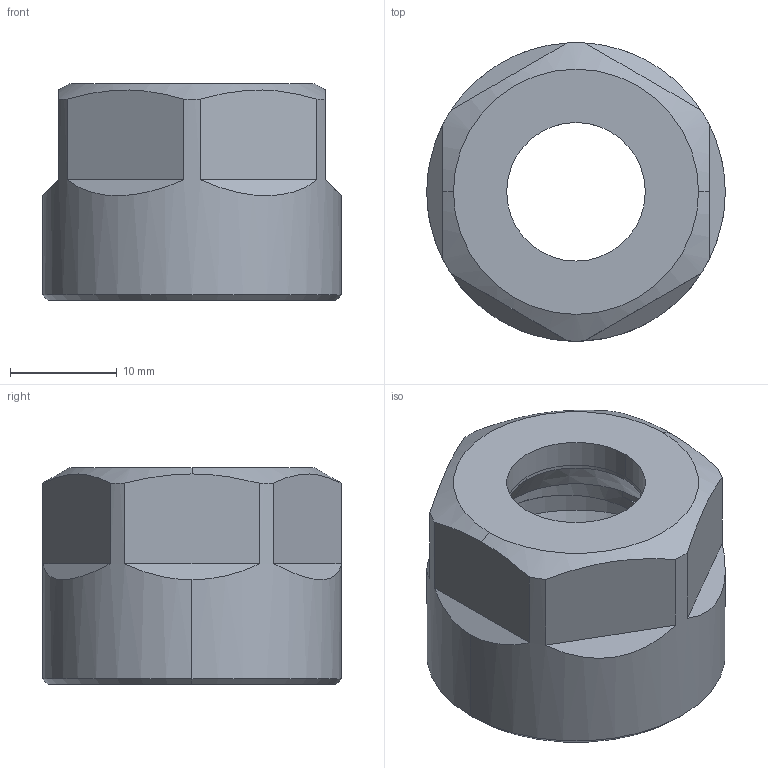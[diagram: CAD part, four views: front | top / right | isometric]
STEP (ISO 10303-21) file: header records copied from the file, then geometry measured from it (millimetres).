
FILE_DESCRIPTION (( 'STEP AP203' ), '1' );
FILE_NAME ('SM99GD16.STEP', '2021-01-28T07:42:32', ( '' ), ( '' ), 'SwSTEP 2.0', 'SolidWorks 2020', '' );
FILE_SCHEMA (( 'CONFIG_CONTROL_DESIGN' ));
Length unit declared in the file: millimetre
Products named in the file (3): ME99GD16; GR99G16; SM99GD16
Assembly tree (2 placements, depth 2):
  SM99GD16
    ME99GD16
    GR99G16
Bounding box: 28 x 28 x 20.3 mm (x, y, z)
Volume: 5846 mm3; surface area: 4974.4 mm2
Topology: 2 solids, 2 shells, 65 faces, 151 edges, 94 vertices
Faces by surface type: cylinder 22, plane 21, cone 16, torus 6
Entity records: 2240 total; most frequent: CARTESIAN_POINT 419, DIRECTION 353, ORIENTED_EDGE 302, EDGE_CURVE 151, AXIS2_PLACEMENT_3D 148, VERTEX_POINT 94, CIRCLE 78, EDGE_LOOP 73
